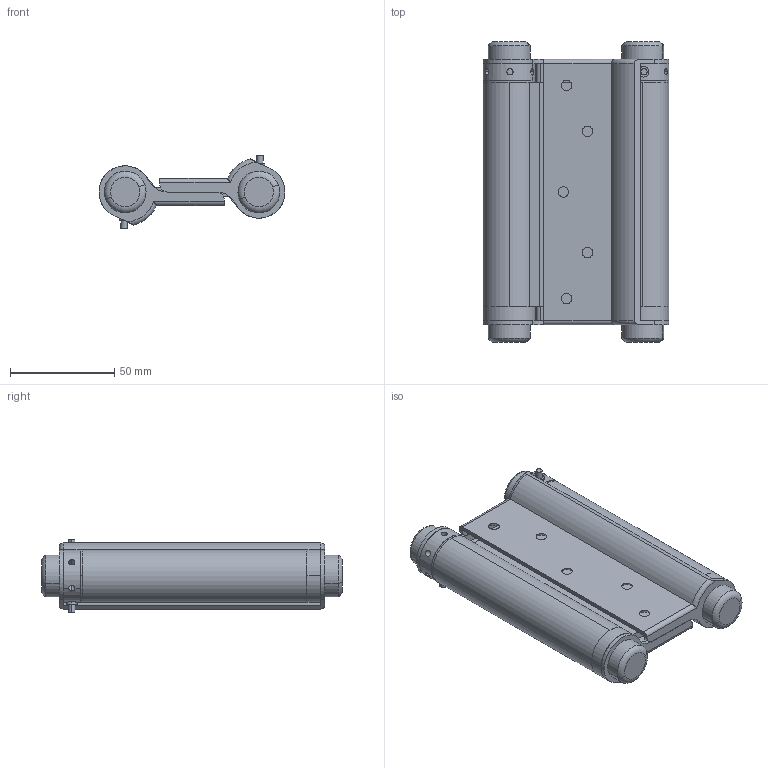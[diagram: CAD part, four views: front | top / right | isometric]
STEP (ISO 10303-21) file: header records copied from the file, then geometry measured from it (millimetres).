
FILE_DESCRIPTION (( 'STEP AP203' ), '1' );
FILE_NAME ('B-1118-2.STEP', '2009-08-07T01:55:23', ( ' ' ), ( ' ' ), 'SwSTEP 2.0', 'SolidWorks 2007', '' );
FILE_SCHEMA (( 'CONFIG_CONTROL_DESIGN' ));
Length unit declared in the file: millimetre
Products named in the file (8): B-1118-2杮懱__棉太倌; B-1118-2僗僩僢僷乕__棉太倌; B-1118-2; B-1118-2僇儔乕B__棉太倌; B-1118-2儚僢僔儍乕__棉太倌; B-1118-2僇儔乕A__棉太倌; B-1118-2僔儍僼僩__棉太倌; B-1118-2僸儞僕__棉太倌
Assembly tree (13 placements, depth 2):
  B-1118-2
    B-1118-2僇儔乕B__棉太倌  x2
    B-1118-2僔儍僼僩__棉太倌  x2
    B-1118-2儚僢僔儍乕__棉太倌  x2
    B-1118-2僸儞僕__棉太倌  x2
    B-1118-2僗僩僢僷乕__棉太倌  x2
    B-1118-2杮懱__棉太倌
    B-1118-2僇儔乕A__棉太倌  x2
Bounding box: 89 x 144 x 35.08 mm (x, y, z)
Volume: 178968.1 mm3; surface area: 89879.1 mm2
Topology: 13 solids, 13 shells, 200 faces, 510 edges, 336 vertices
Faces by surface type: cylinder 112, plane 56, cone 20, torus 12
Entity records: 5063 total; most frequent: CARTESIAN_POINT 1258, DIRECTION 619, ORIENTED_EDGE 558, EDGE_CURVE 279, AXIS2_PLACEMENT_3D 251, VERTEX_POINT 184, EDGE_LOOP 145, CIRCLE 126
